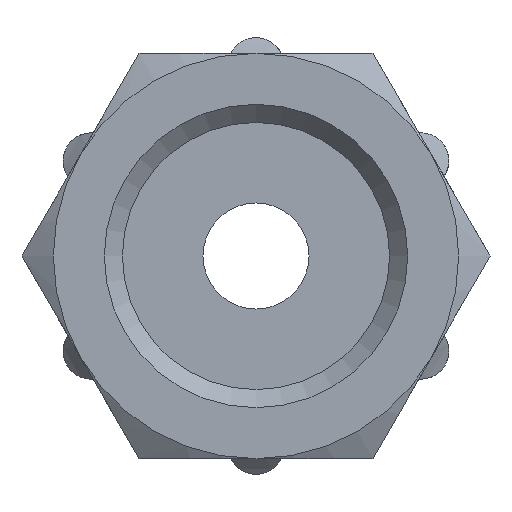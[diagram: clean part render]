
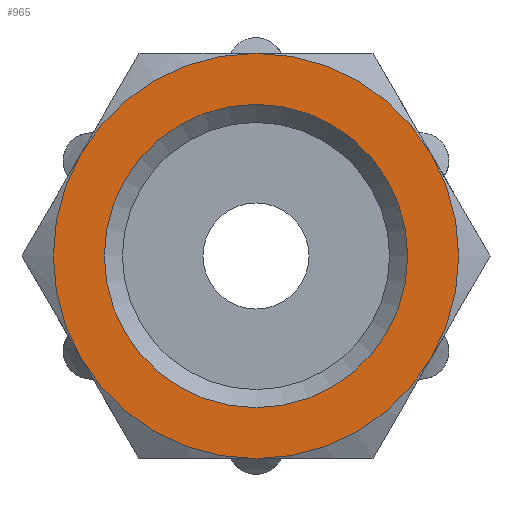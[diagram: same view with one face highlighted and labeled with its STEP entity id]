
A CAD part, left-side view. The second image highlights one B-rep face of the part: STEP entity #965.
In plain terms, the highlighted planar face has unit normal (-1, 0, 0).
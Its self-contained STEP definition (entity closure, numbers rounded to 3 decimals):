
#87=PLANE('',#1090);
#147=CIRCLE('',#1081,6.5);
#148=CIRCLE('',#1083,6.5);
#149=CIRCLE('',#1085,6.5);
#150=CIRCLE('',#1087,6.5);
#151=CIRCLE('',#1089,6.5);
#152=CIRCLE('',#1091,4.864);
#153=CIRCLE('',#1092,6.5);
#409=ORIENTED_EDGE('',*,*,#557,.F.);
#410=ORIENTED_EDGE('',*,*,#552,.T.);
#411=ORIENTED_EDGE('',*,*,#556,.T.);
#412=ORIENTED_EDGE('',*,*,#558,.T.);
#413=ORIENTED_EDGE('',*,*,#555,.T.);
#414=ORIENTED_EDGE('',*,*,#554,.T.);
#415=ORIENTED_EDGE('',*,*,#553,.T.);
#552=EDGE_CURVE('',#641,#643,#147,.T.);
#553=EDGE_CURVE('',#639,#641,#148,.T.);
#554=EDGE_CURVE('',#637,#639,#149,.T.);
#555=EDGE_CURVE('',#635,#637,#150,.T.);
#556=EDGE_CURVE('',#643,#644,#151,.T.);
#557=EDGE_CURVE('',#645,#645,#152,.T.);
#558=EDGE_CURVE('',#644,#635,#153,.T.);
#635=VERTEX_POINT('',#1802);
#637=VERTEX_POINT('',#1814);
#639=VERTEX_POINT('',#1826);
#641=VERTEX_POINT('',#1838);
#643=VERTEX_POINT('',#1850);
#644=VERTEX_POINT('',#1860);
#645=VERTEX_POINT('',#1877);
#782=EDGE_LOOP('',(#409));
#783=EDGE_LOOP('',(#410,#411,#412,#413,#414,#415));
#866=FACE_BOUND('',#782,.T.);
#867=FACE_BOUND('',#783,.T.);
#965=ADVANCED_FACE('',(#866,#867),#87,.F.);
#1081=AXIS2_PLACEMENT_3D('',#1866,#1321,#1322);
#1083=AXIS2_PLACEMENT_3D('',#1868,#1325,#1326);
#1085=AXIS2_PLACEMENT_3D('',#1870,#1329,#1330);
#1087=AXIS2_PLACEMENT_3D('',#1872,#1333,#1334);
#1089=AXIS2_PLACEMENT_3D('',#1874,#1337,#1338);
#1090=AXIS2_PLACEMENT_3D('',#1875,#1339,#1340);
#1091=AXIS2_PLACEMENT_3D('',#1876,#1341,#1342);
#1092=AXIS2_PLACEMENT_3D('',#1878,#1343,#1344);
#1321=DIRECTION('',(-1.,0.,0.));
#1322=DIRECTION('',(0.,0.,1.));
#1325=DIRECTION('',(-1.,0.,0.));
#1326=DIRECTION('',(0.,0.,1.));
#1329=DIRECTION('',(-1.,0.,0.));
#1330=DIRECTION('',(0.,0.,1.));
#1333=DIRECTION('',(-1.,0.,0.));
#1334=DIRECTION('',(0.,0.,1.));
#1337=DIRECTION('',(-1.,0.,0.));
#1338=DIRECTION('',(0.,0.,1.));
#1339=DIRECTION('',(1.,0.,0.));
#1340=DIRECTION('',(0.,0.,-1.));
#1341=DIRECTION('',(-1.,0.,0.));
#1342=DIRECTION('',(0.,0.,1.));
#1343=DIRECTION('',(-1.,0.,0.));
#1344=DIRECTION('',(0.,0.,1.));
#1802=CARTESIAN_POINT('',(0.,0.,6.5));
#1814=CARTESIAN_POINT('',(0.,5.629,3.25));
#1826=CARTESIAN_POINT('',(0.,5.629,-3.25));
#1838=CARTESIAN_POINT('',(0.,0.,-6.5));
#1850=CARTESIAN_POINT('',(0.,-5.629,-3.25));
#1860=CARTESIAN_POINT('',(0.,-5.629,3.25));
#1866=CARTESIAN_POINT('',(0.,0.,0.));
#1868=CARTESIAN_POINT('',(0.,0.,0.));
#1870=CARTESIAN_POINT('',(0.,0.,0.));
#1872=CARTESIAN_POINT('',(0.,0.,0.));
#1874=CARTESIAN_POINT('',(0.,0.,0.));
#1875=CARTESIAN_POINT('',(0.,-6.5,0.));
#1876=CARTESIAN_POINT('',(0.,0.,0.));
#1877=CARTESIAN_POINT('',(0.,0.,4.864));
#1878=CARTESIAN_POINT('',(0.,0.,0.));
